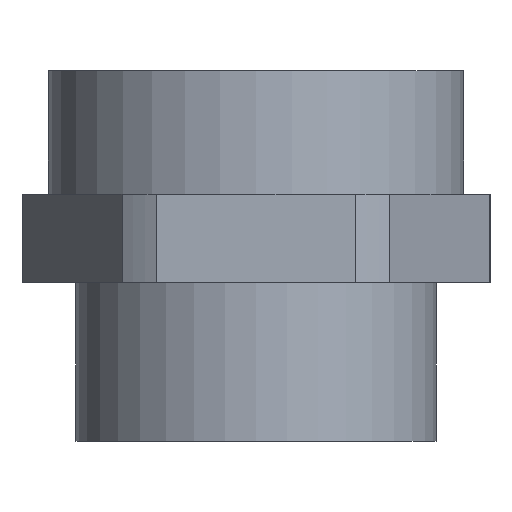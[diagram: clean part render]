
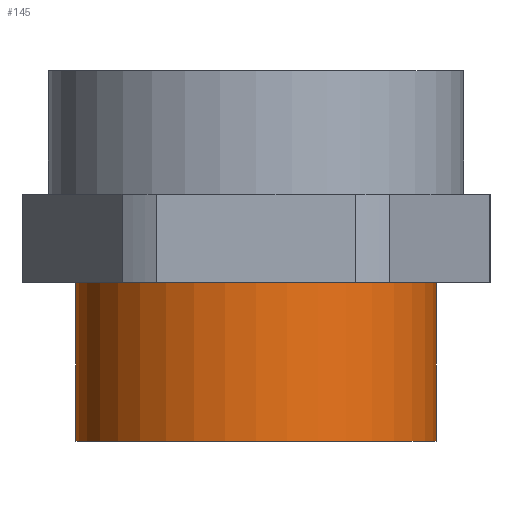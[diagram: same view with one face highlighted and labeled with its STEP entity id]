
A CAD part, left-side view. The second image highlights one B-rep face of the part: STEP entity #145.
In plain terms, the highlighted cylindrical face has radius 10.2 mm (diameter 20.4 mm), a partial arc.
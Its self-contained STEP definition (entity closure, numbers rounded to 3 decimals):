
#39 = ORIENTED_EDGE ( 'NONE', *, *, #41, .F. ) ;
#41 = EDGE_CURVE ( 'NONE', #235, #810, #722, .T. ) ;
#88 = VERTEX_POINT ( 'NONE', #334 ) ;
#110 = DIRECTION ( 'NONE',  ( 0., 0., 1. ) ) ;
#112 = CARTESIAN_POINT ( 'NONE',  ( 0., 10.2, -21. ) ) ;
#122 = CARTESIAN_POINT ( 'NONE',  ( 0., 0., -12. ) ) ;
#124 = DIRECTION ( 'NONE',  ( 0., 0., -1. ) ) ;
#127 = DIRECTION ( 'NONE',  ( 0., -1., 0. ) ) ;
#145 = ADVANCED_FACE ( 'NONE', ( #640 ), #610, .T. ) ;
#183 = CARTESIAN_POINT ( 'NONE',  ( 0., 10.2, 0. ) ) ;
#187 = DIRECTION ( 'NONE',  ( 0., 0., 1. ) ) ;
#230 = EDGE_CURVE ( 'NONE', #88, #810, #561, .T. ) ;
#235 = VERTEX_POINT ( 'NONE', #112 ) ;
#260 = CARTESIAN_POINT ( 'NONE',  ( 0., 0., -21. ) ) ;
#273 = CARTESIAN_POINT ( 'NONE',  ( 0., -10.2, -21. ) ) ;
#282 = EDGE_CURVE ( 'NONE', #235, #509, #537, .T. ) ;
#334 = CARTESIAN_POINT ( 'NONE',  ( 0., -10.2, -12. ) ) ;
#433 = ORIENTED_EDGE ( 'NONE', *, *, #529, .T. ) ;
#445 = VECTOR ( 'NONE', #110, 1000. ) ;
#447 = LINE ( 'NONE', #688, #445 ) ;
#477 = AXIS2_PLACEMENT_3D ( 'NONE', #260, #631, #574 ) ;
#499 = AXIS2_PLACEMENT_3D ( 'NONE', #122, #124, #127 ) ;
#509 = VERTEX_POINT ( 'NONE', #273 ) ;
#529 = EDGE_CURVE ( 'NONE', #509, #88, #447, .T. ) ;
#537 = CIRCLE ( 'NONE', #477, 10.2 ) ;
#561 = CIRCLE ( 'NONE', #499, 10.2 ) ;
#574 = DIRECTION ( 'NONE',  ( 0., -1., 0. ) ) ;
#610 = CYLINDRICAL_SURFACE ( 'NONE', #634, 10.2 ) ;
#621 = EDGE_LOOP ( 'NONE', ( #39, #783, #433, #713 ) ) ;
#631 = DIRECTION ( 'NONE',  ( 0., 0., 1. ) ) ;
#634 = AXIS2_PLACEMENT_3D ( 'NONE', #719, #772, #710 ) ;
#640 = FACE_OUTER_BOUND ( 'NONE', #621, .T. ) ;
#688 = CARTESIAN_POINT ( 'NONE',  ( 0., -10.2, 0. ) ) ;
#710 = DIRECTION ( 'NONE',  ( 0., -1., 0. ) ) ;
#713 = ORIENTED_EDGE ( 'NONE', *, *, #230, .T. ) ;
#719 = CARTESIAN_POINT ( 'NONE',  ( 0., 0., 0. ) ) ;
#722 = LINE ( 'NONE', #183, #726 ) ;
#726 = VECTOR ( 'NONE', #187, 1000. ) ;
#772 = DIRECTION ( 'NONE',  ( 0., 0., 1. ) ) ;
#777 = CARTESIAN_POINT ( 'NONE',  ( 0., 10.2, -12. ) ) ;
#783 = ORIENTED_EDGE ( 'NONE', *, *, #282, .T. ) ;
#810 = VERTEX_POINT ( 'NONE', #777 ) ;
